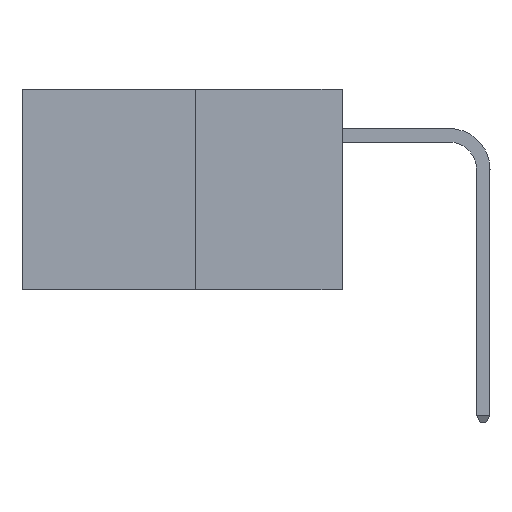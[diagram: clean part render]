
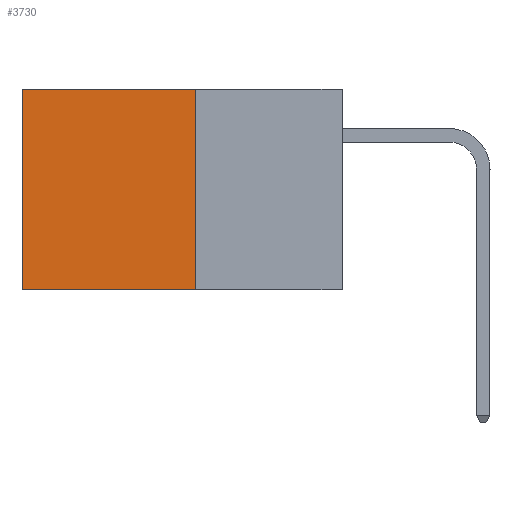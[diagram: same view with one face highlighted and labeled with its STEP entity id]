
A CAD part, left-side view. The second image highlights one B-rep face of the part: STEP entity #3730.
In plain terms, the highlighted planar face has unit normal (-1, 0, 0).
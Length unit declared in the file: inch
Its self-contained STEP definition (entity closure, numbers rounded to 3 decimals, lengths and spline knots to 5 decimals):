
#770 = CARTESIAN_POINT ( 'NONE',  ( 0.277, 0.59, -0.37 ) ) ;
#1020 = CARTESIAN_POINT ( 'NONE',  ( 0.277, 0.27, -0.37 ) ) ;
#1232 = CARTESIAN_POINT ( 'NONE',  ( 0.277, 0.27, -0.37 ) ) ;
#1326 = VECTOR ( 'NONE', #10727, 39.37008 ) ;
#2003 = ORIENTED_EDGE ( 'NONE', *, *, #3146, .F. ) ;
#2340 = CARTESIAN_POINT ( 'NONE',  ( 0.277, 0.27, 0. ) ) ;
#3038 = CARTESIAN_POINT ( 'NONE',  ( 0.277, 0.27, -0.37 ) ) ;
#3146 = EDGE_CURVE ( 'NONE', #7584, #3680, #7346, .T. ) ;
#3434 = EDGE_CURVE ( 'NONE', #7009, #3680, #4507, .T. ) ;
#3454 = VECTOR ( 'NONE', #10581, 39.37008 ) ;
#3680 = VERTEX_POINT ( 'NONE', #770 ) ;
#3730 = ADVANCED_FACE ( 'NONE', ( #12060 ), #12177, .F. ) ;
#4507 = LINE ( 'NONE', #4710, #6864 ) ;
#4710 = CARTESIAN_POINT ( 'NONE',  ( 0.277, 0.59, -0.37 ) ) ;
#6148 = DIRECTION ( 'NONE',  ( 1., 0., 0. ) ) ;
#6170 = LINE ( 'NONE', #1232, #3454 ) ;
#6864 = VECTOR ( 'NONE', #10778, 39.37008 ) ;
#7009 = VERTEX_POINT ( 'NONE', #11960 ) ;
#7346 = LINE ( 'NONE', #1020, #12695 ) ;
#7400 = EDGE_CURVE ( 'NONE', #12600, #7584, #6170, .T. ) ;
#7532 = ORIENTED_EDGE ( 'NONE', *, *, #7400, .F. ) ;
#7584 = VERTEX_POINT ( 'NONE', #7804 ) ;
#7804 = CARTESIAN_POINT ( 'NONE',  ( 0.277, 0.27, -0.37 ) ) ;
#8373 = DIRECTION ( 'NONE',  ( 0., 1., 0. ) ) ;
#9747 = CARTESIAN_POINT ( 'NONE',  ( 0.277, 0.27, 0. ) ) ;
#9941 = ORIENTED_EDGE ( 'NONE', *, *, #3434, .T. ) ;
#9973 = LINE ( 'NONE', #9747, #1326 ) ;
#10243 = ORIENTED_EDGE ( 'NONE', *, *, #13322, .T. ) ;
#10581 = DIRECTION ( 'NONE',  ( 0., 0., -1. ) ) ;
#10620 = AXIS2_PLACEMENT_3D ( 'NONE', #3038, #6148, #13153 ) ;
#10671 = EDGE_LOOP ( 'NONE', ( #9941, #2003, #7532, #10243 ) ) ;
#10727 = DIRECTION ( 'NONE',  ( 0., 1., 0. ) ) ;
#10778 = DIRECTION ( 'NONE',  ( 0., 0., -1. ) ) ;
#11960 = CARTESIAN_POINT ( 'NONE',  ( 0.277, 0.59, 0. ) ) ;
#12060 = FACE_OUTER_BOUND ( 'NONE', #10671, .T. ) ;
#12177 = PLANE ( 'NONE',  #10620 ) ;
#12600 = VERTEX_POINT ( 'NONE', #2340 ) ;
#12695 = VECTOR ( 'NONE', #8373, 39.37008 ) ;
#13153 = DIRECTION ( 'NONE',  ( 0., 0., -1. ) ) ;
#13322 = EDGE_CURVE ( 'NONE', #12600, #7009, #9973, .T. ) ;
